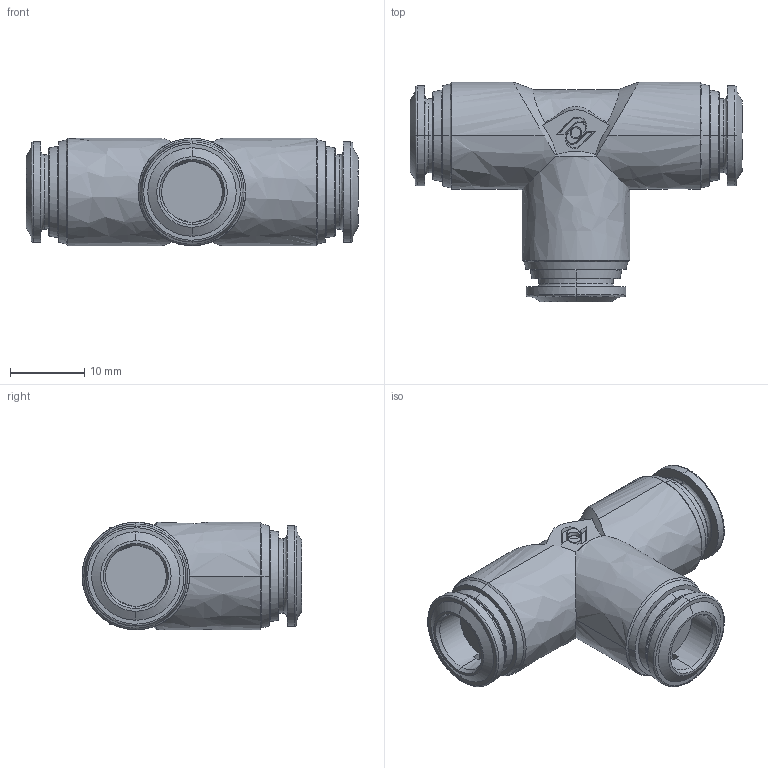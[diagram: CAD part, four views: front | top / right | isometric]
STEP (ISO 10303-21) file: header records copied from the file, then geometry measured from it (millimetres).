
FILE_DESCRIPTION (( 'STEP AP214' ), '1' );
FILE_NAME ('PUT08_ME.STEP', '2018-09-06T13:58:01', ( '' ), ( '' ), 'SwSTEP 2.0', 'SolidWorks 2018', '' );
FILE_SCHEMA (( 'AUTOMOTIVE_DESIGN' ));
Length unit declared in the file: millimetre
Products named in the file (1): PUT08_ME
Bounding box: 44.8 x 29.65 x 14.5 mm (x, y, z)
Volume: 8304.1 mm3; surface area: 3818.4 mm2
Topology: 1 solids, 1 shells, 171 faces, 436 edges, 282 vertices
Faces by surface type: bspline 171
Entity records: 8055 total; most frequent: CARTESIAN_POINT 5469, ORIENTED_EDGE 872, EDGE_CURVE 436, B_SPLINE_CURVE_WITH_KNOTS 324, VERTEX_POINT 282, EDGE_LOOP 198, FACE_OUTER_BOUND 171, ADVANCED_FACE 171
